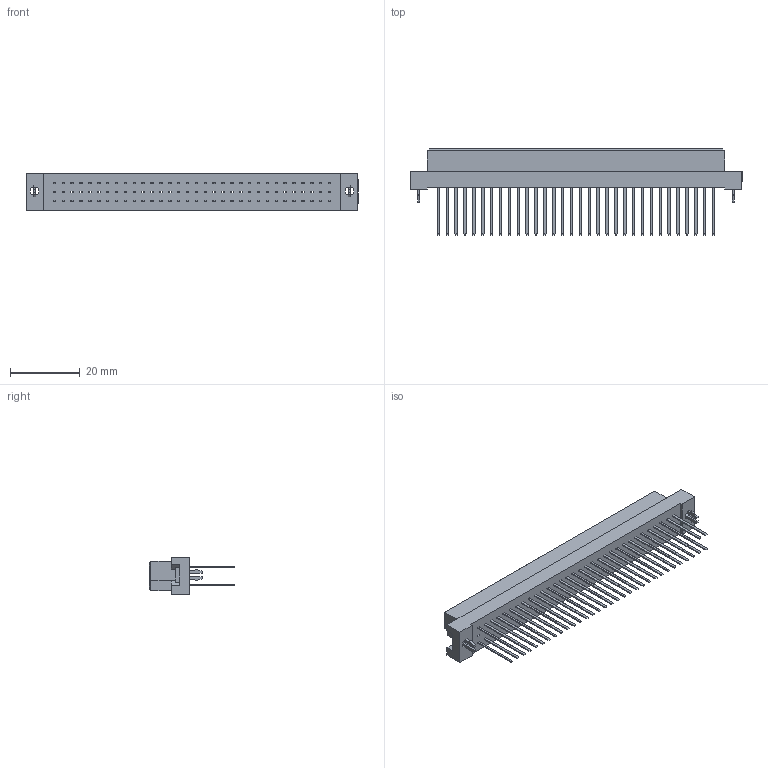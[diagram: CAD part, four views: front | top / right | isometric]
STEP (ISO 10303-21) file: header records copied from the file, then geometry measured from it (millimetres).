
FILE_DESCRIPTION (( 'STEP AP203' ), '1' );
FILE_NAME ('496-164-340-613.STEP', '2019-11-12T15:01:52', ( '' ), ( '' ), 'SwSTEP 2.0', 'SolidWorks 2020', '' );
FILE_SCHEMA (( 'CONFIG_CONTROL_DESIGN' ));
Length unit declared in the file: millimetre
Products named in the file (4): 496 Bore-lock; 496 Part_96; 496-290_40; 496-164-340-613
Assembly tree (67 placements, depth 2):
  496-164-340-613
    496 Part_96
    496-290_40  x64
    496 Bore-lock  x2
Bounding box: 95 x 24.6 x 10.6 mm (x, y, z)
Volume: 250.2 mm3
Topology: 66 solids, 70 shells, 1966 faces, 4558 edges, 2824 vertices
Faces by surface type: plane 1960, cylinder 6
Entity records: 40444 total; most frequent: CARTESIAN_POINT 6674, ORIENTED_EDGE 6504, DIRECTION 6036, EDGE_CURVE 3252, LINE 3240, VECTOR 3240, VERTEX_POINT 2036, EDGE_LOOP 1610
